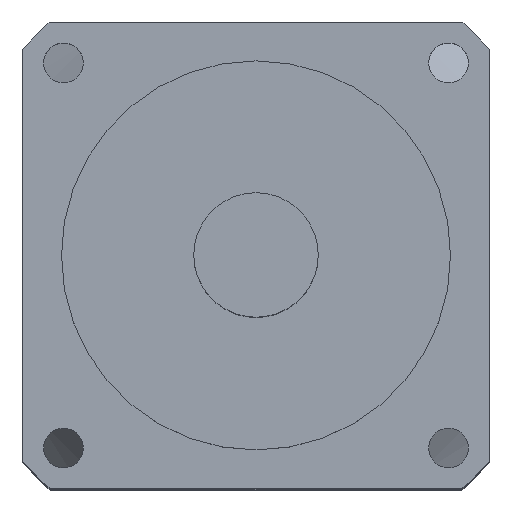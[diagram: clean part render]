
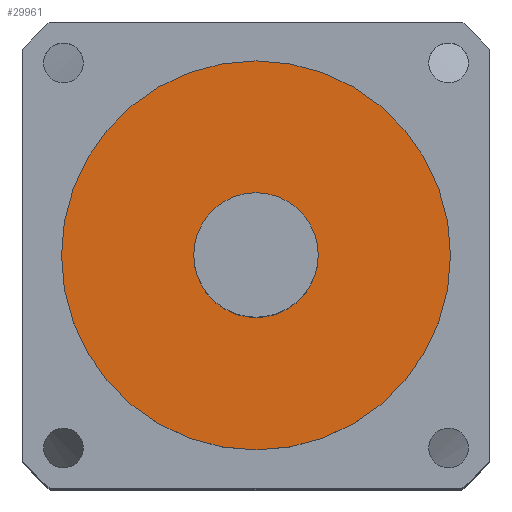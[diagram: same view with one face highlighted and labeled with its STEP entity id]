
A CAD part, top view. The second image highlights one B-rep face of the part: STEP entity #29961.
In plain terms, the highlighted planar face has unit normal (0, 0, 1).
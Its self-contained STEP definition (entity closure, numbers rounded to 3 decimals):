
#1384 = DIRECTION ( 'NONE',  ( 1., 0., 0. ) ) ;
#2468 = VERTEX_POINT ( 'NONE', #3270 ) ;
#3270 = CARTESIAN_POINT ( 'NONE',  ( 25., 0., 85.1 ) ) ;
#3949 = DIRECTION ( 'NONE',  ( 0., 0., 1. ) ) ;
#4365 = CARTESIAN_POINT ( 'NONE',  ( 0., 0., 85.1 ) ) ;
#4460 = DIRECTION ( 'NONE',  ( 0., 0., 1. ) ) ;
#4625 = CIRCLE ( 'NONE', #24779, 8. ) ;
#5713 = CARTESIAN_POINT ( 'NONE',  ( 0., 0., 85.1 ) ) ;
#5795 = VERTEX_POINT ( 'NONE', #21588 ) ;
#6447 = DIRECTION ( 'NONE',  ( 1., 0., 0. ) ) ;
#6530 = CARTESIAN_POINT ( 'NONE',  ( 0., 0., 85.1 ) ) ;
#7449 = VERTEX_POINT ( 'NONE', #21422 ) ;
#7884 = DIRECTION ( 'NONE',  ( 1., 0., 0. ) ) ;
#8387 = EDGE_LOOP ( 'NONE', ( #11558, #10774 ) ) ;
#8970 = VERTEX_POINT ( 'NONE', #24640 ) ;
#10774 = ORIENTED_EDGE ( 'NONE', *, *, #11832, .F. ) ;
#10962 = AXIS2_PLACEMENT_3D ( 'NONE', #29546, #4460, #27227 ) ;
#11558 = ORIENTED_EDGE ( 'NONE', *, *, #24865, .F. ) ;
#11832 = EDGE_CURVE ( 'NONE', #7449, #8970, #4625, .T. ) ;
#11932 = CIRCLE ( 'NONE', #14056, 25. ) ;
#12198 = CIRCLE ( 'NONE', #30768, 25. ) ;
#14056 = AXIS2_PLACEMENT_3D ( 'NONE', #29371, #3949, #6447 ) ;
#14658 = DIRECTION ( 'NONE',  ( 1., 0., 0. ) ) ;
#14666 = EDGE_CURVE ( 'NONE', #5795, #2468, #11932, .T. ) ;
#15848 = DIRECTION ( 'NONE',  ( 0., 0., 1. ) ) ;
#19587 = ORIENTED_EDGE ( 'NONE', *, *, #25642, .T. ) ;
#21200 = AXIS2_PLACEMENT_3D ( 'NONE', #4365, #26472, #1384 ) ;
#21422 = CARTESIAN_POINT ( 'NONE',  ( 8., 0., 85.1 ) ) ;
#21588 = CARTESIAN_POINT ( 'NONE',  ( -25., 0., 85.1 ) ) ;
#21909 = PLANE ( 'NONE',  #10962 ) ;
#24640 = CARTESIAN_POINT ( 'NONE',  ( -8., 0., 85.1 ) ) ;
#24779 = AXIS2_PLACEMENT_3D ( 'NONE', #5713, #15848, #7884 ) ;
#24865 = EDGE_CURVE ( 'NONE', #8970, #7449, #31285, .T. ) ;
#25642 = EDGE_CURVE ( 'NONE', #2468, #5795, #12198, .T. ) ;
#26472 = DIRECTION ( 'NONE',  ( 0., 0., 1. ) ) ;
#27227 = DIRECTION ( 'NONE',  ( 1., 0., 0. ) ) ;
#27305 = DIRECTION ( 'NONE',  ( 0., 0., 1. ) ) ;
#27725 = FACE_OUTER_BOUND ( 'NONE', #31137, .T. ) ;
#29371 = CARTESIAN_POINT ( 'NONE',  ( 0., 0., 85.1 ) ) ;
#29546 = CARTESIAN_POINT ( 'NONE',  ( 0., 0., 85.1 ) ) ;
#29961 = ADVANCED_FACE ( 'NONE', ( #32712, #27725 ), #21909, .T. ) ;
#30768 = AXIS2_PLACEMENT_3D ( 'NONE', #6530, #27305, #14658 ) ;
#31137 = EDGE_LOOP ( 'NONE', ( #32535, #19587 ) ) ;
#31285 = CIRCLE ( 'NONE', #21200, 8. ) ;
#32535 = ORIENTED_EDGE ( 'NONE', *, *, #14666, .T. ) ;
#32712 = FACE_BOUND ( 'NONE', #8387, .T. ) ;
